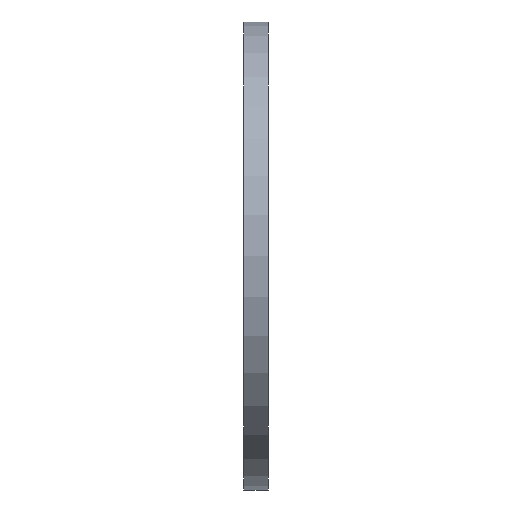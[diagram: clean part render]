
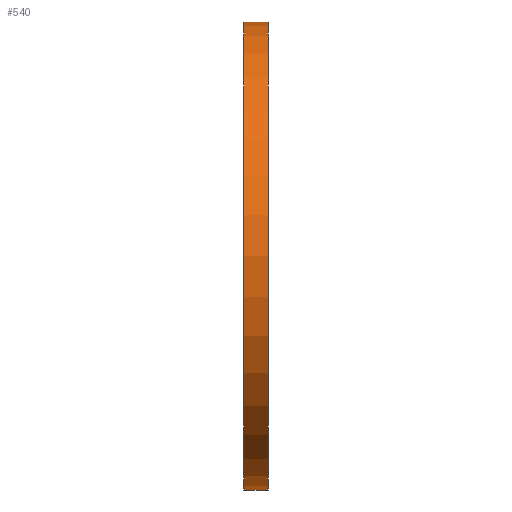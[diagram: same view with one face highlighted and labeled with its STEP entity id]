
A CAD part, left-side view. The second image highlights one B-rep face of the part: STEP entity #540.
In plain terms, the highlighted cylindrical face has radius 47.5 mm (diameter 95 mm), a partial arc.
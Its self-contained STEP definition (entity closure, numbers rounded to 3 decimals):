
#21 = AXIS2_PLACEMENT_3D ( 'NONE', #673, #312, #610 ) ;
#66 = FACE_OUTER_BOUND ( 'NONE', #711, .T. ) ;
#88 = CARTESIAN_POINT ( 'NONE',  ( 0., 5., 0. ) ) ;
#89 = AXIS2_PLACEMENT_3D ( 'NONE', #88, #604, #674 ) ;
#107 = EDGE_CURVE ( 'NONE', #638, #518, #646, .T. ) ;
#197 = CARTESIAN_POINT ( 'NONE',  ( 0., 5., 0. ) ) ;
#209 = CIRCLE ( 'NONE', #89, 47.5 ) ;
#285 = CARTESIAN_POINT ( 'NONE',  ( 0., 5., 47.5 ) ) ;
#312 = DIRECTION ( 'NONE',  ( 0., 1., 0. ) ) ;
#325 = ORIENTED_EDGE ( 'NONE', *, *, #519, .T. ) ;
#342 = CARTESIAN_POINT ( 'NONE',  ( 0., 5., 47.5 ) ) ;
#367 = ORIENTED_EDGE ( 'NONE', *, *, #534, .F. ) ;
#373 = LINE ( 'NONE', #342, #666 ) ;
#398 = CARTESIAN_POINT ( 'NONE',  ( 0., 5., -47.5 ) ) ;
#411 = VERTEX_POINT ( 'NONE', #592 ) ;
#463 = DIRECTION ( 'NONE',  ( 0., -1., 0. ) ) ;
#513 = AXIS2_PLACEMENT_3D ( 'NONE', #197, #739, #664 ) ;
#518 = VERTEX_POINT ( 'NONE', #733 ) ;
#519 = EDGE_CURVE ( 'NONE', #518, #411, #558, .T. ) ;
#534 = EDGE_CURVE ( 'NONE', #638, #755, #209, .T. ) ;
#540 = ADVANCED_FACE ( 'NONE', ( #66 ), #698, .T. ) ;
#549 = VECTOR ( 'NONE', #632, 1000. ) ;
#558 = CIRCLE ( 'NONE', #21, 47.5 ) ;
#592 = CARTESIAN_POINT ( 'NONE',  ( 0., 0., 47.5 ) ) ;
#604 = DIRECTION ( 'NONE',  ( 0., 1., 0. ) ) ;
#610 = DIRECTION ( 'NONE',  ( 0., 0., 1. ) ) ;
#632 = DIRECTION ( 'NONE',  ( 0., -1., 0. ) ) ;
#638 = VERTEX_POINT ( 'NONE', #747 ) ;
#646 = LINE ( 'NONE', #398, #549 ) ;
#664 = DIRECTION ( 'NONE',  ( 0., 0., -1. ) ) ;
#666 = VECTOR ( 'NONE', #463, 1000. ) ;
#673 = CARTESIAN_POINT ( 'NONE',  ( 0., 0., 0. ) ) ;
#674 = DIRECTION ( 'NONE',  ( 0., 0., 1. ) ) ;
#680 = ORIENTED_EDGE ( 'NONE', *, *, #107, .T. ) ;
#698 = CYLINDRICAL_SURFACE ( 'NONE', #513, 47.5 ) ;
#711 = EDGE_LOOP ( 'NONE', ( #745, #367, #680, #325 ) ) ;
#723 = EDGE_CURVE ( 'NONE', #755, #411, #373, .T. ) ;
#733 = CARTESIAN_POINT ( 'NONE',  ( 0., 0., -47.5 ) ) ;
#739 = DIRECTION ( 'NONE',  ( 0., -1., 0. ) ) ;
#745 = ORIENTED_EDGE ( 'NONE', *, *, #723, .F. ) ;
#747 = CARTESIAN_POINT ( 'NONE',  ( 0., 5., -47.5 ) ) ;
#755 = VERTEX_POINT ( 'NONE', #285 ) ;
